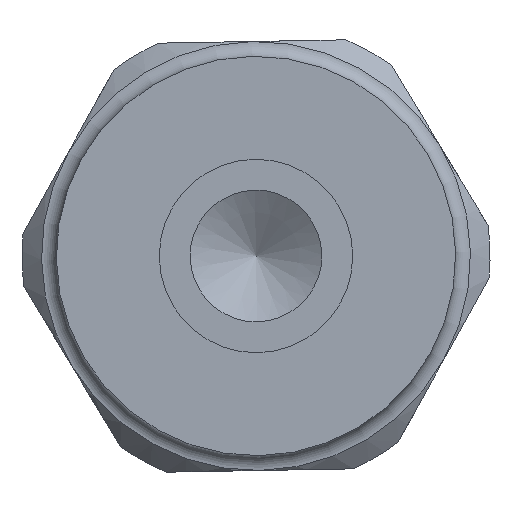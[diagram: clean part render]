
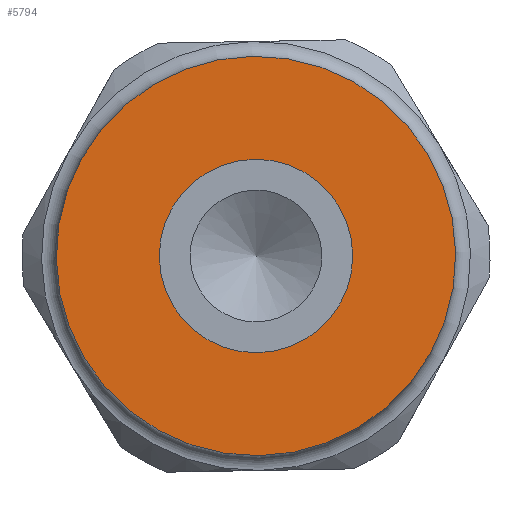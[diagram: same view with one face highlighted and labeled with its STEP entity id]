
A CAD part, front view. The second image highlights one B-rep face of the part: STEP entity #5794.
In plain terms, the highlighted planar face has unit normal (0, -1, 0).
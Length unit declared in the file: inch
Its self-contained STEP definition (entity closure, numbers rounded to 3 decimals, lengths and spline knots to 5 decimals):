
#367=FACE_BOUND('',#1299,.T.);
#516=PLANE('',#6335);
#855=FACE_OUTER_BOUND('',#1298,.T.);
#1298=EDGE_LOOP('',(#4855));
#1299=EDGE_LOOP('',(#4856));
#1558=CIRCLE('',#6320,0.155);
#1562=CIRCLE('',#6327,0.32);
#2673=VERTEX_POINT('',#11499);
#2676=VERTEX_POINT('',#11511);
#3401=EDGE_CURVE('',#2673,#2673,#1558,.T.);
#3408=EDGE_CURVE('',#2676,#2676,#1562,.T.);
#4855=ORIENTED_EDGE('',*,*,#3408,.T.);
#4856=ORIENTED_EDGE('',*,*,#3401,.T.);
#5794=ADVANCED_FACE('',(#855,#367),#516,.F.);
#6320=AXIS2_PLACEMENT_3D('',#11500,#7650,#7651);
#6327=AXIS2_PLACEMENT_3D('',#11513,#7667,#7668);
#6335=AXIS2_PLACEMENT_3D('',#11526,#7688,#7689);
#7650=DIRECTION('center_axis',(0.,1.,0.));
#7651=DIRECTION('ref_axis',(-0.857,0.,-0.515));
#7667=DIRECTION('center_axis',(0.,-1.,0.));
#7668=DIRECTION('ref_axis',(0.857,0.,0.515));
#7688=DIRECTION('center_axis',(0.,1.,0.));
#7689=DIRECTION('ref_axis',(0.857,0.,0.515));
#11499=CARTESIAN_POINT('',(0.13283,0.04,0.07987));
#11500=CARTESIAN_POINT('Origin',(0.,0.04,
0.));
#11511=CARTESIAN_POINT('',(-0.27424,0.04,-0.1649));
#11513=CARTESIAN_POINT('Origin',(0.,0.04,
0.));
#11526=CARTESIAN_POINT('Origin',(0.,0.04,
0.));
